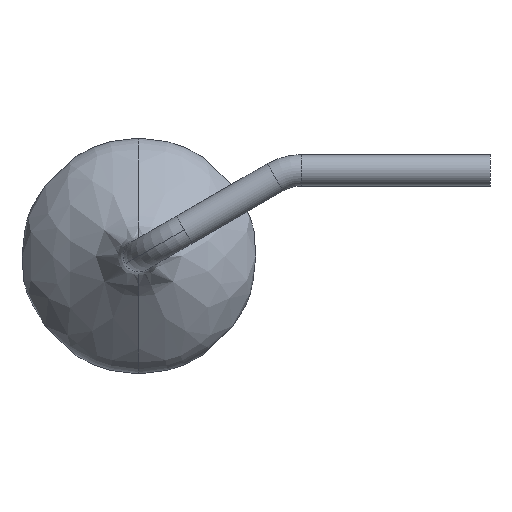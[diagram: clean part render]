
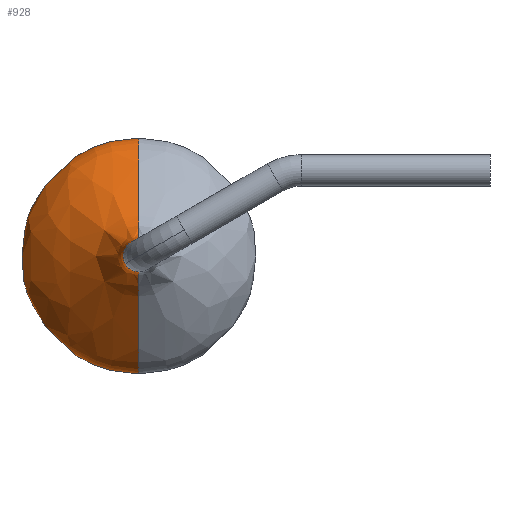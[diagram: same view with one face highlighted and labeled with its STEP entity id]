
A CAD part, left-side view. The second image highlights one B-rep face of the part: STEP entity #928.
In plain terms, the highlighted free-form (B-spline) face has degree [3, 3] with [7, 4] control points.
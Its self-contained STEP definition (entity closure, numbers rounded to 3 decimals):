
#15 = AXIS2_PLACEMENT_3D ( 'NONE', #1003, #462, #1088 ) ;
#22 = CARTESIAN_POINT ( 'NONE',  ( -3.776, 6.698, -2.405 ) ) ;
#33 = DIRECTION ( 'NONE',  ( 0., 0., 1. ) ) ;
#49 = CARTESIAN_POINT ( 'NONE',  ( -0.363, 6.698, -3.811 ) ) ;
#53 = CARTESIAN_POINT ( 'NONE',  ( -4.48, 6.698, -1.634 ) ) ;
#65 = EDGE_CURVE ( 'NONE', #958, #937, #764, .T. ) ;
#106 = CARTESIAN_POINT ( 'NONE',  ( -4.94, 6.698, -2.234 ) ) ;
#129 = EDGE_LOOP ( 'NONE', ( #664, #511, #170, #1023 ) ) ;
#131 = CARTESIAN_POINT ( 'NONE',  ( -1.051, 6.698, 0.015 ) ) ;
#132 = CARTESIAN_POINT ( 'NONE',  ( -1.051, 10.595, 0.015 ) ) ;
#139 = CARTESIAN_POINT ( 'NONE',  ( -4.48, 7.298, -2.234 ) ) ;
#170 = ORIENTED_EDGE ( 'NONE', *, *, #588, .T. ) ;
#177 = B_SPLINE_CURVE_WITH_KNOTS ( 'NONE', 3,
 ( #452, #190, #1080, #541, #22, #630, #106 ),
 .UNSPECIFIED., .F., .F.,
 ( 4, 1, 1, 1, 4 ),
 ( 0., 0.495, 0.574, 0.791, 1. ),
 .UNSPECIFIED. ) ;
#190 = CARTESIAN_POINT ( 'NONE',  ( -0.363, 6.698, -3.811 ) ) ;
#196 = CARTESIAN_POINT ( 'NONE',  ( 0., 6.698, -3.811 ) ) ;
#211 = CARTESIAN_POINT ( 'NONE',  ( -4.48, 6.698, -1.634 ) ) ;
#218 = CARTESIAN_POINT ( 'NONE',  ( -1.051, 6.698, -3.883 ) ) ;
#221 = CARTESIAN_POINT ( 'NONE',  ( -4.94, 6.698, -1.634 ) ) ;
#307 = CARTESIAN_POINT ( 'NONE',  ( -2.665, 6.698, 0.467 ) ) ;
#310 = CARTESIAN_POINT ( 'NONE',  ( -2.665, 11.501, 0.467 ) ) ;
#315 = CARTESIAN_POINT ( 'NONE',  ( -4.94, 7.298, -2.234 ) ) ;
#389 =( BOUNDED_SURFACE ( )  B_SPLINE_SURFACE ( 3, 3, ( 
 ( #1109, #933, #394, #1026 ),
 ( #490, #1112, #570, #49 ),
 ( #658, #132, #755, #218 ),
 ( #848, #310, #939, #399 ),
 ( #1029, #492, #1116, #573 ),
 ( #53, #659, #139, #758 ),
 ( #221, #852, #315, #942 ) ),
 .UNSPECIFIED., .F., .F., .T. ) 
 B_SPLINE_SURFACE_WITH_KNOTS ( ( 4, 1, 1, 1, 4 ),
 ( 4, 4 ),
 ( 0., 0.495, 0.574, 0.791, 1. ),
 ( 0., 1. ),
 .UNSPECIFIED. ) 
 GEOMETRIC_REPRESENTATION_ITEM ( )  RATIONAL_B_SPLINE_SURFACE ( (
 ( 1., 0.333, 0.333, 1.),
 ( 1., 0.333, 0.333, 1.),
 ( 1., 0.333, 0.333, 1.),
 ( 1., 0.333, 0.333, 1.),
 ( 1., 0.333, 0.333, 1.),
 ( 1., 0.333, 0.333, 1.),
 ( 1., 0.333, 0.333, 1.) ) ) 
 REPRESENTATION_ITEM ( '' )  SURFACE ( )  );
#393 = CARTESIAN_POINT ( 'NONE',  ( 0., 6.698, -0.057 ) ) ;
#394 = CARTESIAN_POINT ( 'NONE',  ( 0., 10.453, -3.811 ) ) ;
#399 = CARTESIAN_POINT ( 'NONE',  ( -2.665, 6.698, -4.335 ) ) ;
#402 = CARTESIAN_POINT ( 'NONE',  ( -4.94, 6.698, -1.634 ) ) ;
#452 = CARTESIAN_POINT ( 'NONE',  ( 0., 6.698, -3.811 ) ) ;
#462 = DIRECTION ( 'NONE',  ( -1., 0., 0. ) ) ;
#471 = AXIS2_PLACEMENT_3D ( 'NONE', #1093, #553, #33 ) ;
#490 = CARTESIAN_POINT ( 'NONE',  ( -0.363, 6.698, -0.057 ) ) ;
#492 = CARTESIAN_POINT ( 'NONE',  ( -3.776, 7.641, -1.462 ) ) ;
#497 = FACE_OUTER_BOUND ( 'NONE', #129, .T. ) ;
#511 = ORIENTED_EDGE ( 'NONE', *, *, #906, .T. ) ;
#541 = CARTESIAN_POINT ( 'NONE',  ( -2.665, 6.698, -4.335 ) ) ;
#553 = DIRECTION ( 'NONE',  ( -1., 0., 0. ) ) ;
#570 = CARTESIAN_POINT ( 'NONE',  ( -0.363, 10.453, -3.811 ) ) ;
#573 = CARTESIAN_POINT ( 'NONE',  ( -3.776, 6.698, -2.405 ) ) ;
#583 = CIRCLE ( 'NONE', #15, 0.3 ) ;
#588 = EDGE_CURVE ( 'NONE', #624, #1051, #177, .T. ) ;
#624 = VERTEX_POINT ( 'NONE', #196 ) ;
#630 = CARTESIAN_POINT ( 'NONE',  ( -4.48, 6.698, -2.234 ) ) ;
#658 = CARTESIAN_POINT ( 'NONE',  ( -1.051, 6.698, 0.015 ) ) ;
#659 = CARTESIAN_POINT ( 'NONE',  ( -4.48, 7.298, -1.634 ) ) ;
#664 = ORIENTED_EDGE ( 'NONE', *, *, #65, .F. ) ;
#681 = CIRCLE ( 'NONE', #471, 1.877 ) ;
#742 = CARTESIAN_POINT ( 'NONE',  ( -4.94, 6.698, -1.634 ) ) ;
#755 = CARTESIAN_POINT ( 'NONE',  ( -1.051, 10.595, -3.883 ) ) ;
#758 = CARTESIAN_POINT ( 'NONE',  ( -4.48, 6.698, -2.234 ) ) ;
#764 = B_SPLINE_CURVE_WITH_KNOTS ( 'NONE', 3,
 ( #393, #1106, #131, #307, #1025, #211, #742 ),
 .UNSPECIFIED., .F., .F.,
 ( 4, 1, 1, 1, 4 ),
 ( 0., 0.495, 0.574, 0.791, 1. ),
 .UNSPECIFIED. ) ;
#848 = CARTESIAN_POINT ( 'NONE',  ( -2.665, 6.698, 0.467 ) ) ;
#852 = CARTESIAN_POINT ( 'NONE',  ( -4.94, 7.298, -1.634 ) ) ;
#906 = EDGE_CURVE ( 'NONE', #958, #624, #681, .T. ) ;
#928 = ADVANCED_FACE ( 'NONE', ( #497 ), #389, .F. ) ;
#933 = CARTESIAN_POINT ( 'NONE',  ( 0., 10.453, -0.057 ) ) ;
#937 = VERTEX_POINT ( 'NONE', #402 ) ;
#939 = CARTESIAN_POINT ( 'NONE',  ( -2.665, 11.501, -4.335 ) ) ;
#942 = CARTESIAN_POINT ( 'NONE',  ( -4.94, 6.698, -2.234 ) ) ;
#945 = CARTESIAN_POINT ( 'NONE',  ( 0., 6.698, -0.057 ) ) ;
#958 = VERTEX_POINT ( 'NONE', #945 ) ;
#1003 = CARTESIAN_POINT ( 'NONE',  ( -4.94, 6.698, -1.934 ) ) ;
#1023 = ORIENTED_EDGE ( 'NONE', *, *, #1132, .F. ) ;
#1025 = CARTESIAN_POINT ( 'NONE',  ( -3.776, 6.698, -1.462 ) ) ;
#1026 = CARTESIAN_POINT ( 'NONE',  ( 0., 6.698, -3.811 ) ) ;
#1029 = CARTESIAN_POINT ( 'NONE',  ( -3.776, 6.698, -1.462 ) ) ;
#1041 = CARTESIAN_POINT ( 'NONE',  ( -4.94, 6.698, -2.234 ) ) ;
#1051 = VERTEX_POINT ( 'NONE', #1041 ) ;
#1080 = CARTESIAN_POINT ( 'NONE',  ( -1.051, 6.698, -3.883 ) ) ;
#1088 = DIRECTION ( 'NONE',  ( 0., 0., 1. ) ) ;
#1093 = CARTESIAN_POINT ( 'NONE',  ( 0., 6.698, -1.934 ) ) ;
#1106 = CARTESIAN_POINT ( 'NONE',  ( -0.363, 6.698, -0.057 ) ) ;
#1109 = CARTESIAN_POINT ( 'NONE',  ( 0., 6.698, -0.057 ) ) ;
#1112 = CARTESIAN_POINT ( 'NONE',  ( -0.363, 10.453, -0.057 ) ) ;
#1116 = CARTESIAN_POINT ( 'NONE',  ( -3.776, 7.641, -2.405 ) ) ;
#1132 = EDGE_CURVE ( 'NONE', #937, #1051, #583, .T. ) ;
